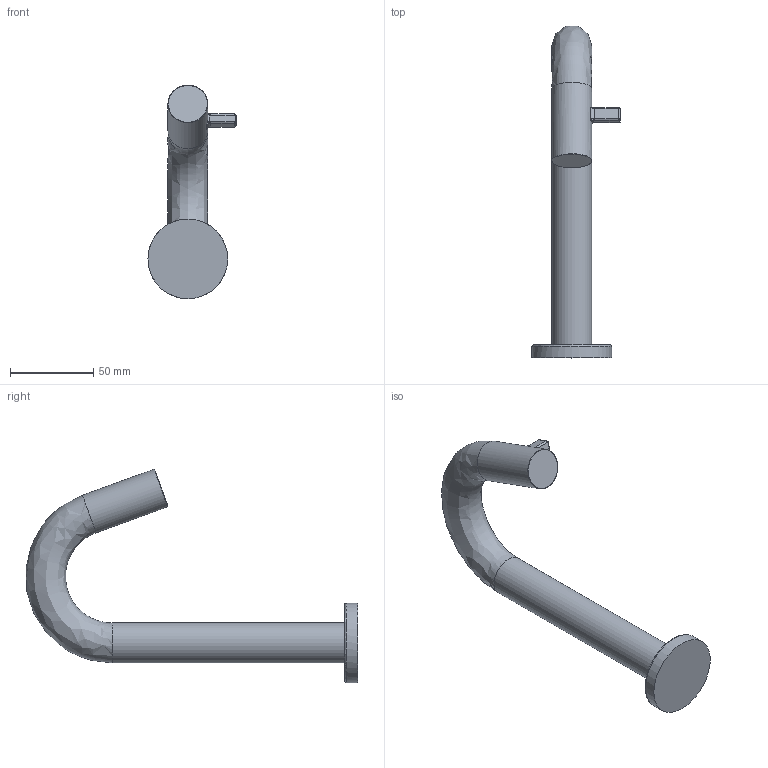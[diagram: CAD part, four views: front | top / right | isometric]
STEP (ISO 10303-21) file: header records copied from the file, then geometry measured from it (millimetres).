
FILE_DESCRIPTION (( 'STEP AP203' ), '1' );
FILE_NAME ('50938191+50938101.STEP', '2017-12-21T12:05:23', ( '' ), ( '' ), 'SwSTEP 2.0', 'SolidWorks 2016', '' );
FILE_SCHEMA (( 'CONFIG_CONTROL_DESIGN' ));
Length unit declared in the file: millimetre
Products named in the file (1): 50938191+50938101
Bounding box: 53 x 199.72 x 128.56 mm (x, y, z)
Volume: 151115 mm3; surface area: 27668.7 mm2
Topology: 1 solids, 1 shells, 35 faces, 81 edges, 46 vertices
Faces by surface type: bspline 14, cylinder 13, plane 8
Full cylindrical faces by diameter (mm): 24 x2, 48 x1
Entity records: 1837 total; most frequent: CARTESIAN_POINT 1138, ORIENTED_EDGE 134, DIRECTION 108, EDGE_CURVE 67, AXIS2_PLACEMENT_3D 44, EDGE_LOOP 43, VERTEX_POINT 42, FACE_OUTER_BOUND 41
